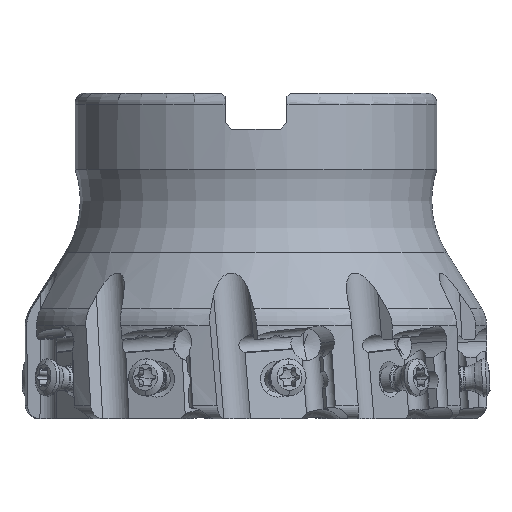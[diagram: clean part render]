
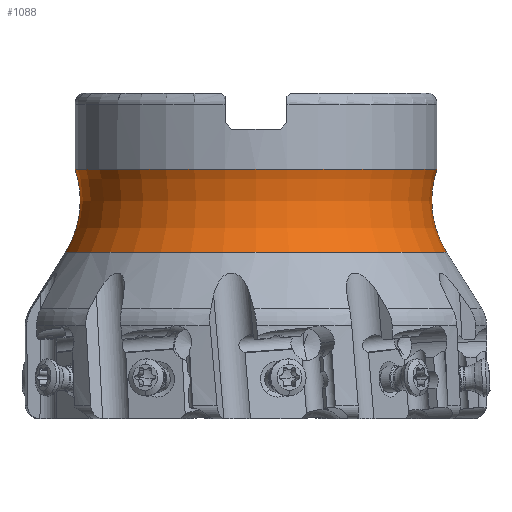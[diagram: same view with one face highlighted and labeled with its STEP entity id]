
A CAD part, front view. The second image highlights one B-rep face of the part: STEP entity #1088.
In plain terms, the highlighted toroidal (fillet/blend) face has major radius 42.015 mm and minor radius 15 mm.
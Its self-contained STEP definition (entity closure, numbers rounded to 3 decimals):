
#603=TOROIDAL_SURFACE('',#15939,42.015,15.);
#1088=ADVANCED_FACE('',(#2238),#603,.F.);
#2238=FACE_OUTER_BOUND('',#3052,.T.);
#3052=EDGE_LOOP('',(#8245,#8246,#8247,#8248,#8249,#8250));
#8245=ORIENTED_EDGE('',*,*,#12001,.F.);
#8246=ORIENTED_EDGE('',*,*,#13035,.T.);
#8247=ORIENTED_EDGE('',*,*,#13036,.T.);
#8248=ORIENTED_EDGE('',*,*,#11703,.F.);
#8249=ORIENTED_EDGE('',*,*,#13037,.T.);
#8250=ORIENTED_EDGE('',*,*,#13038,.T.);
#10181=VERTEX_POINT('',#21061);
#10182=VERTEX_POINT('',#21063);
#10328=VERTEX_POINT('',#21960);
#10329=VERTEX_POINT('',#21962);
#11082=VERTEX_POINT('',#30727);
#11083=VERTEX_POINT('',#30730);
#11703=EDGE_CURVE('',#10182,#10181,#13985,.T.);
#12001=EDGE_CURVE('',#10329,#10328,#14105,.T.);
#13035=EDGE_CURVE('',#10329,#11082,#14354,.T.);
#13036=EDGE_CURVE('',#11082,#10181,#14355,.T.);
#13037=EDGE_CURVE('',#10182,#11083,#14356,.T.);
#13038=EDGE_CURVE('',#11083,#10328,#14357,.T.);
#13985=CIRCLE('',#15086,27.815);
#14105=CIRCLE('',#15274,29.301);
#14354=CIRCLE('',#15935,15.);
#14355=CIRCLE('',#15936,15.);
#14356=CIRCLE('',#15937,15.);
#14357=CIRCLE('',#15938,15.);
#15086=AXIS2_PLACEMENT_3D('',#21066,#16879,#16880);
#15274=AXIS2_PLACEMENT_3D('',#23051,#17324,#17325);
#15935=AXIS2_PLACEMENT_3D('',#30726,#19042,#19043);
#15936=AXIS2_PLACEMENT_3D('',#30728,#19044,#19045);
#15937=AXIS2_PLACEMENT_3D('',#30729,#19046,#19047);
#15938=AXIS2_PLACEMENT_3D('',#30731,#19048,#19049);
#15939=AXIS2_PLACEMENT_3D('',#30732,#19050,#19051);
#16879=DIRECTION('',(0.,0.,1.));
#16880=DIRECTION('',(-1.,0.,0.));
#17324=DIRECTION('',(0.,0.,-1.));
#17325=DIRECTION('',(1.,0.,0.));
#19042=DIRECTION('',(0.,1.,0.));
#19043=DIRECTION('',(-0.848,0.,-0.531));
#19044=DIRECTION('',(0.,1.,0.));
#19045=DIRECTION('',(-1.,0.,0.));
#19046=DIRECTION('',(0.,1.,0.));
#19047=DIRECTION('',(0.947,0.,0.322));
#19048=DIRECTION('',(0.,1.,0.));
#19049=DIRECTION('',(1.,0.,0.));
#19050=DIRECTION('',(0.,0.,-1.));
#19051=DIRECTION('',(-1.,0.,0.));
#21061=CARTESIAN_POINT('',(27.815,0.,-11.7));
#21063=CARTESIAN_POINT('',(-27.815,0.,-11.7));
#21066=CARTESIAN_POINT('',(0.,0.,-11.7));
#21960=CARTESIAN_POINT('',(-29.301,0.,-24.493));
#21962=CARTESIAN_POINT('',(29.301,0.,-24.493));
#23051=CARTESIAN_POINT('',(0.,0.,-24.493));
#30726=CARTESIAN_POINT('',(42.015,0.,-16.533));
#30727=CARTESIAN_POINT('',(27.015,0.,-16.533));
#30728=CARTESIAN_POINT('',(42.015,0.,-16.533));
#30729=CARTESIAN_POINT('',(-42.015,0.,-16.533));
#30730=CARTESIAN_POINT('',(-27.015,0.,-16.533));
#30731=CARTESIAN_POINT('',(-42.015,0.,-16.533));
#30732=CARTESIAN_POINT('',(0.,0.,-16.533));
